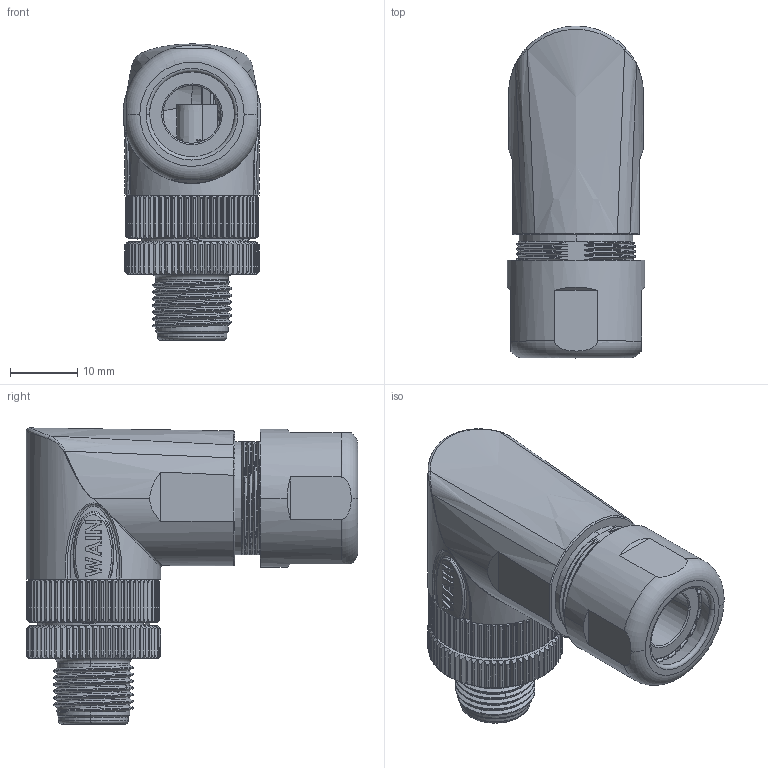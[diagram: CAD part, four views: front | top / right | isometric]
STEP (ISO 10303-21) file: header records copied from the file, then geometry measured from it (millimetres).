
FILE_DESCRIPTION((''),'2;1');
FILE_NAME('3D_1630055112002_M12-M05A-S-D8-','2017-08-14T',('zq.xu'),(''),'PRO/ENGINEER BY PARAMETRIC TECHNOLOGY CORPORATION, 2012480','PRO/ENGINEER BY PARAMETRIC TECHNOLOGY CORPORATION, 2012480','');
FILE_SCHEMA(('AUTOMOTIVE_DESIGN { 1 0 10303 214 1 1 1 1 }'));
Products named in the file (1): 3D_1630055112002_M12-M05A-S-D8-
Bounding box: 20.5 x 49.3 x 44 mm (x, y, z)
Volume: 13425 mm3; surface area: 19040.3 mm2
Topology: 1 solids, 1 shells, 2720 faces, 7647 edges, 4895 vertices
Faces by surface type: cylinder 771, plane 746, cone 402, bspline 388, torus 249, sphere 98, extrusion 66
Entity records: 129887 total; most frequent: CARTESIAN_POINT 65171, ORIENTED_EDGE 15238, DIRECTION 11381, EDGE_CURVE 7619, VERTEX_POINT 4895, AXIS2_PLACEMENT_3D 4507, B_SPLINE_CURVE_WITH_KNOTS 3143, EDGE_LOOP 2834
